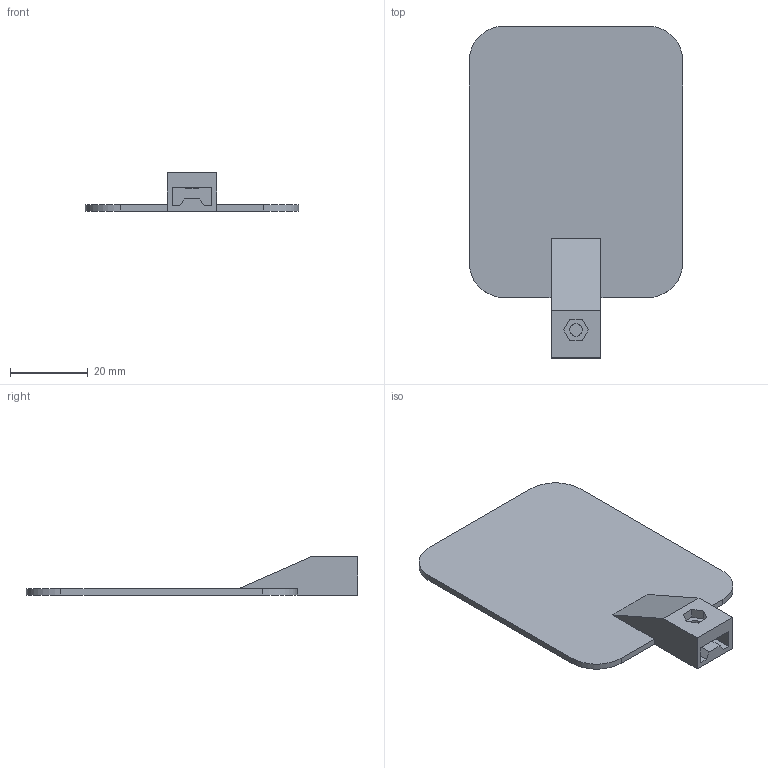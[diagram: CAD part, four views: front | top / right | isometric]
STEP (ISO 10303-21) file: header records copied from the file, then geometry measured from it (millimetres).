
FILE_DESCRIPTION(/* description */ (''),/* implementation_level */ '2;1');
FILE_NAME(/* name */ 'CyberRangeTarget.step',/* time_stamp */ '2025-11-11T23:36:41+01:00',/* author */ (''),/* organization */ (''),/* preprocessor_version */ 'ST-DEVELOPER v20.1',/* originating_system */ 'Autodesk Translation Framework v14.17.0.0',/* authorisation */ '');
FILE_SCHEMA (('AUTOMOTIVE_DESIGN { 1 0 10303 214 3 1 1 }'));
Length unit declared in the file: millimetre
Products named in the file (1): CyberRangeTarget_BaseTarget
Bounding box: 55 x 85.58 x 9.8 mm (x, y, z)
Volume: 7906.8 mm3; surface area: 9433.2 mm2
Topology: 1 solids, 1 shells, 38 faces, 95 edges, 63 vertices
Faces by surface type: plane 30, cylinder 7, cone 1
Full cylindrical faces by diameter (mm): 3.2 x3
Entity records: 1163 total; most frequent: CARTESIAN_POINT 197, ORIENTED_EDGE 190, DIRECTION 188, EDGE_CURVE 95, LINE 80, VECTOR 80, VERTEX_POINT 63, AXIS2_PLACEMENT_3D 54
